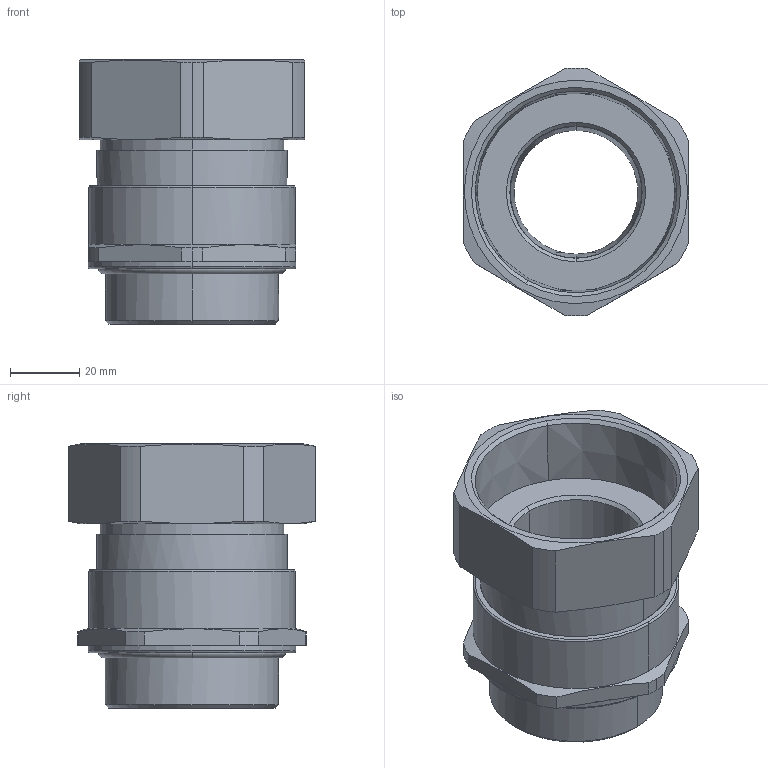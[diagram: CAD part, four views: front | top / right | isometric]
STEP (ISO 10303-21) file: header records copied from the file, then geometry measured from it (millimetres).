
FILE_DESCRIPTION(('CATIA V5 STEP Exchange','CAx-IF Rec.Pracs.--- Model Styling and Organization---1.4--- 2014-01-23'),'2;1');
FILE_NAME ('357373-1_0_1187440000_1187440000.stp','2021-05-27T05:28:47+00:00',('none'),('Weidmueller'),'CATIA Version 5-6 Release 2016 SP3 HF44','CATIA V5 STEP AP214','none');
FILE_SCHEMA(('AUTOMOTIVE_DESIGN { 1 0 10303 214 1 1 1 1 }'));
Length unit declared in the file: millimetre
Products named in the file (1): A2LCS 50S M50-NPT2F-WM
Bounding box: 65 x 71.5 x 76.25 mm (x, y, z)
Volume: 95582.9 mm3; surface area: 41546.3 mm2
Topology: 3 solids, 3 shells, 114 faces, 272 edges, 170 vertices
Faces by surface type: cylinder 42, plane 30, cone 26, torus 16
Entity records: 3170 total; most frequent: CARTESIAN_POINT 710, ORIENTED_EDGE 544, DIRECTION 397, EDGE_CURVE 272, AXIS2_PLACEMENT_3D 231, VERTEX_POINT 170, CIRCLE 155, EDGE_LOOP 126
